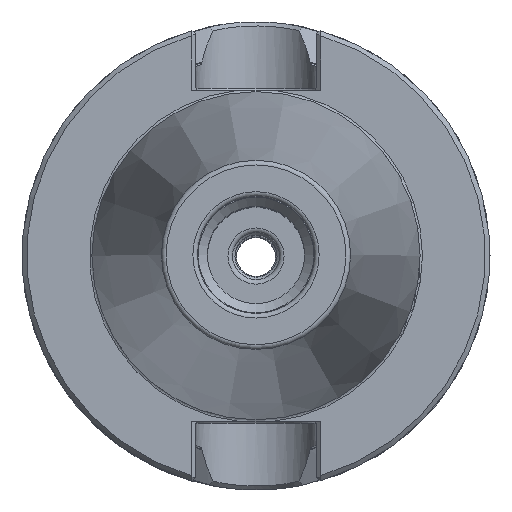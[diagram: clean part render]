
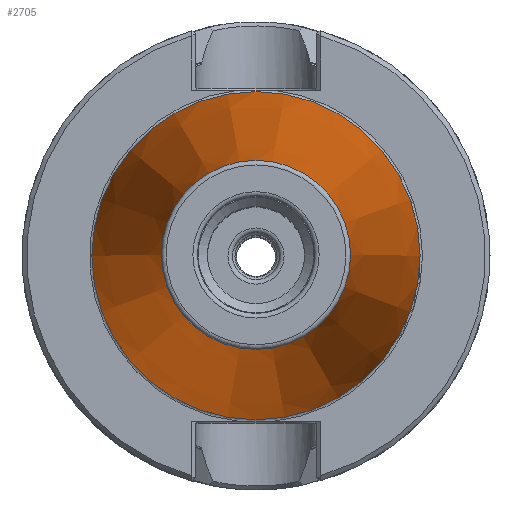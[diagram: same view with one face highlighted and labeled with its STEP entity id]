
A CAD part, top view. The second image highlights one B-rep face of the part: STEP entity #2705.
In plain terms, the highlighted conical face has half-angle 8.297 degrees and reference radius 20.204 mm.
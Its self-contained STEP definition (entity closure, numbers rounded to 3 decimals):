
#263=CONICAL_SURFACE('',#2894,20.204,0.145);
#573=ORIENTED_EDGE('',*,*,#742,.T.);
#574=ORIENTED_EDGE('',*,*,#881,.F.);
#742=EDGE_CURVE('',#965,#965,#1136,.T.);
#881=EDGE_CURVE('',#1056,#1056,#1173,.T.);
#965=VERTEX_POINT('',#3620);
#1056=VERTEX_POINT('',#4157);
#1136=CIRCLE('',#2799,35.065);
#1173=CIRCLE('',#2893,20.204);
#1312=EDGE_LOOP('',(#573));
#1313=EDGE_LOOP('',(#574));
#1526=FACE_BOUND('',#1312,.T.);
#1527=FACE_BOUND('',#1313,.T.);
#2705=ADVANCED_FACE('',(#1526,#1527),#263,.T.);
#2799=AXIS2_PLACEMENT_3D('',#3619,#3063,#3064);
#2893=AXIS2_PLACEMENT_3D('',#4156,#3307,#3308);
#2894=AXIS2_PLACEMENT_3D('',#4158,#3309,#3310);
#3063=DIRECTION('',(0.,0.,1.));
#3064=DIRECTION('',(1.,0.,0.));
#3307=DIRECTION('',(0.,0.,1.));
#3308=DIRECTION('',(1.,0.,0.));
#3309=DIRECTION('',(0.,0.,-1.));
#3310=DIRECTION('',(-1.,0.,0.));
#3619=CARTESIAN_POINT('',(0.,0.,-0.963));
#3620=CARTESIAN_POINT('',(35.065,0.,-0.963));
#4156=CARTESIAN_POINT('',(0.,0.,100.944));
#4157=CARTESIAN_POINT('',(20.204,0.,100.944));
#4158=CARTESIAN_POINT('',(0.,0.,100.944));
